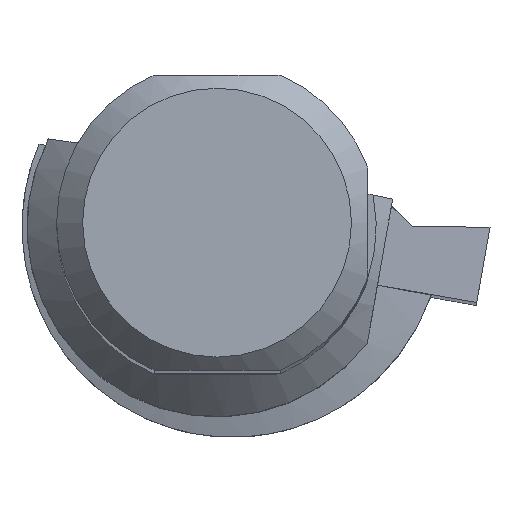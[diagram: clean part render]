
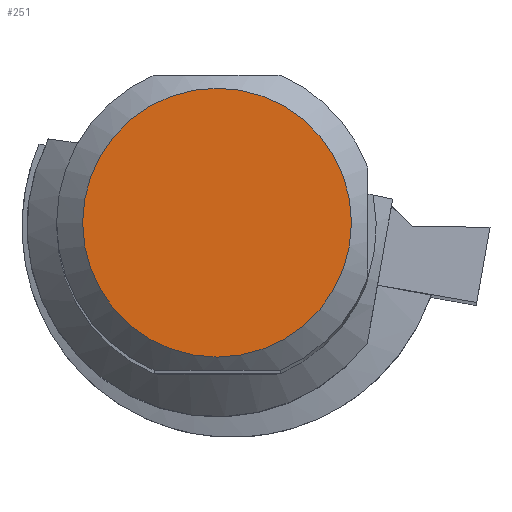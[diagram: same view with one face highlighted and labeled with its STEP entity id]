
A CAD part, top view. The second image highlights one B-rep face of the part: STEP entity #251.
In plain terms, the highlighted planar face has unit normal (0, 0, 1).
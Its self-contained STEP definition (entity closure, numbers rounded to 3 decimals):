
#251=ADVANCED_FACE('',(#331),#299,.T.);
#299=PLANE('',#935);
#331=FACE_OUTER_BOUND('',#378,.T.);
#378=EDGE_LOOP('',(#427));
#427=ORIENTED_EDGE('',*,*,#758,.F.);
#675=VERTEX_POINT('',#1263);
#758=EDGE_CURVE('',#675,#675,#882,.T.);
#882=CIRCLE('',#934,13.3);
#934=AXIS2_PLACEMENT_3D('',#1262,#1021,#1022);
#935=AXIS2_PLACEMENT_3D('',#1264,#1023,#1024);
#1021=DIRECTION('',(0.,0.,-1.));
#1022=DIRECTION('',(1.,0.,0.));
#1023=DIRECTION('',(0.,0.,1.));
#1024=DIRECTION('',(-1.,0.,0.));
#1262=CARTESIAN_POINT('',(0.,0.,185.1));
#1263=CARTESIAN_POINT('',(13.3,0.,185.1));
#1264=CARTESIAN_POINT('',(13.3,0.,185.1));
